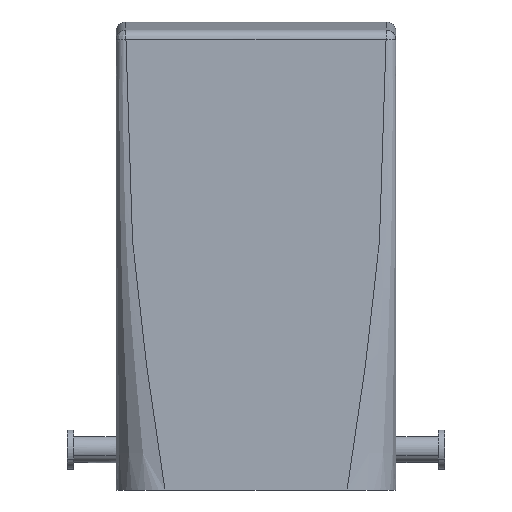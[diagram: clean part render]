
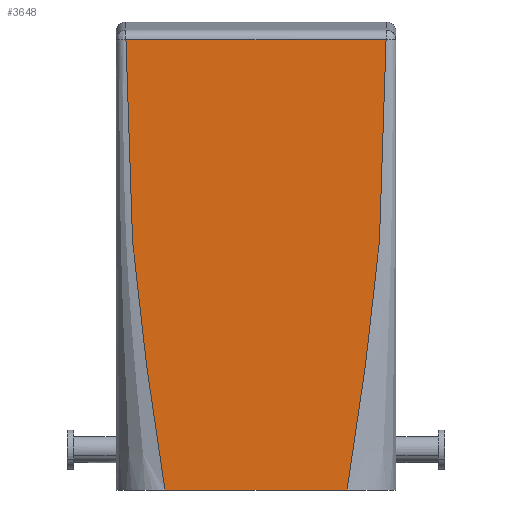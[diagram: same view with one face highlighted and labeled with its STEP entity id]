
A CAD part, front view. The second image highlights one B-rep face of the part: STEP entity #3648.
In plain terms, the highlighted planar face has unit normal (0, -1, 0.013).
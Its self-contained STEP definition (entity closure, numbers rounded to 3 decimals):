
#3640=AXIS2_PLACEMENT_3D('Plane Axis2P3D',#3637,#3638,#3639) ;
#2135=CARTESIAN_POINT('Vertex',(15.,0.,0.)) ;
#2179=CARTESIAN_POINT('Vertex',(43.,0.,0.)) ;
#2182=CARTESIAN_POINT('Line Origine',(29.,0.,0.)) ;
#3078=CARTESIAN_POINT('Vertex',(9.015,0.906,69.195)) ;
#3082=CARTESIAN_POINT('Control Point',(9.015,0.906,69.195)) ;
#3083=CARTESIAN_POINT('Control Point',(9.042,0.876,66.945)) ;
#3084=CARTESIAN_POINT('Control Point',(9.074,0.847,64.696)) ;
#3085=CARTESIAN_POINT('Control Point',(9.115,0.817,62.447)) ;
#3086=CARTESIAN_POINT('Control Point',(9.207,0.758,57.942)) ;
#3087=CARTESIAN_POINT('Control Point',(9.324,0.7,53.437)) ;
#3088=CARTESIAN_POINT('Control Point',(9.391,0.669,51.076)) ;
#3089=CARTESIAN_POINT('Control Point',(9.567,0.598,45.708)) ;
#3090=CARTESIAN_POINT('Control Point',(9.852,0.528,40.342)) ;
#3091=CARTESIAN_POINT('Control Point',(10.074,0.487,37.233)) ;
#3092=CARTESIAN_POINT('Control Point',(10.633,0.406,31.019)) ;
#3093=CARTESIAN_POINT('Control Point',(11.388,0.325,24.818)) ;
#3094=CARTESIAN_POINT('Control Point',(11.806,0.284,21.721)) ;
#3095=CARTESIAN_POINT('Control Point',(12.533,0.218,16.653)) ;
#3096=CARTESIAN_POINT('Control Point',(13.291,0.152,11.588)) ;
#3097=CARTESIAN_POINT('Control Point',(13.588,0.126,9.613)) ;
#3098=CARTESIAN_POINT('Control Point',(14.053,0.085,6.496)) ;
#3099=CARTESIAN_POINT('Control Point',(14.512,0.044,3.379)) ;
#3100=CARTESIAN_POINT('Control Point',(14.676,0.029,2.251)) ;
#3101=CARTESIAN_POINT('Control Point',(14.838,0.015,1.127)) ;
#3102=CARTESIAN_POINT('Control Point',(15.,0.,0.)) ;
#3257=CARTESIAN_POINT('Line Origine',(18.214,0.906,69.195)) ;
#3261=CARTESIAN_POINT('Vertex',(48.985,0.906,69.195)) ;
#3532=CARTESIAN_POINT('Control Point',(48.985,0.906,69.195)) ;
#3533=CARTESIAN_POINT('Control Point',(48.958,0.876,66.945)) ;
#3534=CARTESIAN_POINT('Control Point',(48.926,0.847,64.696)) ;
#3535=CARTESIAN_POINT('Control Point',(48.885,0.817,62.447)) ;
#3536=CARTESIAN_POINT('Control Point',(48.793,0.758,57.942)) ;
#3537=CARTESIAN_POINT('Control Point',(48.676,0.7,53.437)) ;
#3538=CARTESIAN_POINT('Control Point',(48.609,0.669,51.076)) ;
#3539=CARTESIAN_POINT('Control Point',(48.433,0.598,45.708)) ;
#3540=CARTESIAN_POINT('Control Point',(48.148,0.528,40.342)) ;
#3541=CARTESIAN_POINT('Control Point',(47.926,0.487,37.233)) ;
#3542=CARTESIAN_POINT('Control Point',(47.367,0.406,31.019)) ;
#3543=CARTESIAN_POINT('Control Point',(46.612,0.325,24.818)) ;
#3544=CARTESIAN_POINT('Control Point',(46.194,0.284,21.721)) ;
#3545=CARTESIAN_POINT('Control Point',(45.467,0.218,16.653)) ;
#3546=CARTESIAN_POINT('Control Point',(44.709,0.152,11.588)) ;
#3547=CARTESIAN_POINT('Control Point',(44.412,0.126,9.613)) ;
#3548=CARTESIAN_POINT('Control Point',(43.947,0.085,6.496)) ;
#3549=CARTESIAN_POINT('Control Point',(43.488,0.044,3.379)) ;
#3550=CARTESIAN_POINT('Control Point',(43.324,0.029,2.251)) ;
#3551=CARTESIAN_POINT('Control Point',(43.162,0.015,1.127)) ;
#3552=CARTESIAN_POINT('Control Point',(43.,0.,0.)) ;
#3637=CARTESIAN_POINT('Axis2P3D Location',(29.,1.046,79.915)) ;
#2183=DIRECTION('Vector Direction',(-1.,0.,0.)) ;
#3258=DIRECTION('Vector Direction',(1.,0.,0.)) ;
#3638=DIRECTION('Axis2P3D Direction',(0.,-1.,0.013)) ;
#3639=DIRECTION('Axis2P3D XDirection',(-1.,0.,0.)) ;
#2184=VECTOR('Line Direction',#2183,1.) ;
#3259=VECTOR('Line Direction',#3258,1.) ;
#3643=ORIENTED_EDGE('',*,*,#3103,.F.) ;
#3644=ORIENTED_EDGE('',*,*,#2186,.T.) ;
#3645=ORIENTED_EDGE('',*,*,#3553,.T.) ;
#3646=ORIENTED_EDGE('',*,*,#3263,.F.) ;
#3648=ADVANCED_FACE('HOUSING',(#3647),#3641,.T.) ;
#3081=B_SPLINE_CURVE_WITH_KNOTS('',5,(#3082,#3083,#3084,#3085,#3086,#3087,#3088,#3089,#3090,#3091,#3092,#3093,#3094,#3095,#3096,#3097,#3098,#3099,#3100,#3101,#3102),.UNSPECIFIED.,.F.,.U.,(6,3,3,3,3,3,6),(31.573,42.827,54.115,69.691,85.268,95.221,100.975),.UNSPECIFIED.) ;
#3531=B_SPLINE_CURVE_WITH_KNOTS('',5,(#3532,#3533,#3534,#3535,#3536,#3537,#3538,#3539,#3540,#3541,#3542,#3543,#3544,#3545,#3546,#3547,#3548,#3549,#3550,#3551,#3552),.UNSPECIFIED.,.F.,.U.,(6,3,3,3,3,3,6),(31.573,42.827,54.115,69.691,85.268,95.221,100.975),.UNSPECIFIED.) ;
#2186=EDGE_CURVE('',#2136,#2180,#2185,.F.) ;
#3103=EDGE_CURVE('',#2136,#3079,#3081,.F.) ;
#3263=EDGE_CURVE('',#3079,#3262,#3260,.T.) ;
#3553=EDGE_CURVE('',#2180,#3262,#3531,.F.) ;
#3642=EDGE_LOOP('',(#3643,#3644,#3645,#3646)) ;
#3647=FACE_OUTER_BOUND('',#3642,.T.) ;
#2185=LINE('Line',#2182,#2184) ;
#3260=LINE('Line',#3257,#3259) ;
#3641=PLANE('',#3640) ;
#2136=VERTEX_POINT('',#2135) ;
#2180=VERTEX_POINT('',#2179) ;
#3079=VERTEX_POINT('',#3078) ;
#3262=VERTEX_POINT('',#3261) ;
